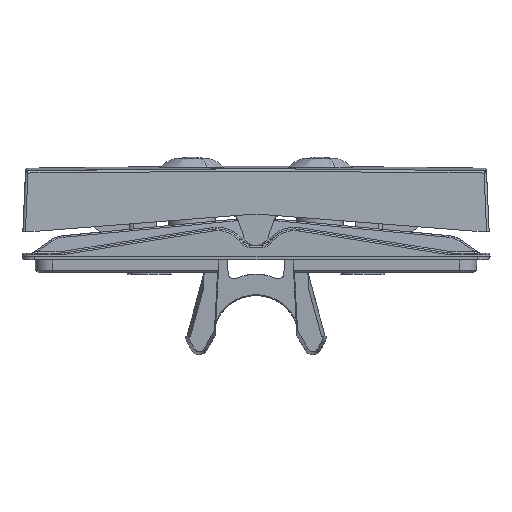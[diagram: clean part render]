
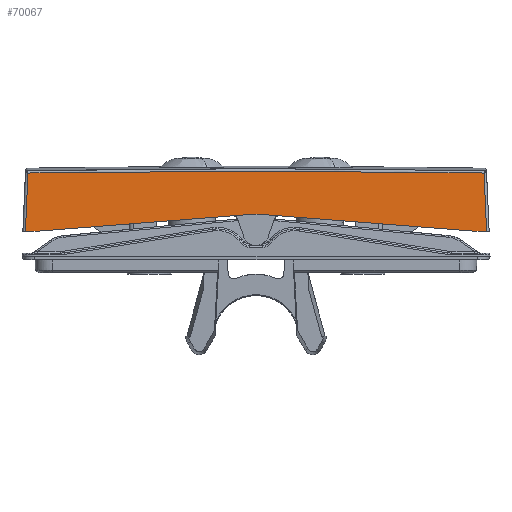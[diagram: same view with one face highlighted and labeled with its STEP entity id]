
A CAD part, left-side view. The second image highlights one B-rep face of the part: STEP entity #70067.
In plain terms, the highlighted face is planar.
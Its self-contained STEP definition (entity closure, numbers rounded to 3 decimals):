
#64633=DIRECTION('',(0.044,-0.998,0.044));
#64634=VECTOR('',#64633,6.84);
#64635=CARTESIAN_POINT('',(27.502,7.43,26.702));
#64636=LINE('18795',#64635,#64634);
#64637=CARTESIAN_POINT('',(27.502,7.43,
-26.702));
#64638=CARTESIAN_POINT('',(27.499,7.489,
-23.12));
#64639=CARTESIAN_POINT('',(27.495,7.584,
-16.003));
#64640=CARTESIAN_POINT('',(27.492,7.653,
-5.742));
#64641=CARTESIAN_POINT('',(27.492,7.657,4.911));
#64642=CARTESIAN_POINT('',(27.495,7.587,15.782));
#64643=CARTESIAN_POINT('',(27.499,7.491,23.052));
#64644=CARTESIAN_POINT('',(27.502,7.43,26.702));
#64646=DIRECTION('',(0.044,-0.998,-0.044));
#64647=VECTOR('',#64646,6.84);
#64648=CARTESIAN_POINT('',(27.502,7.43,
-26.702));
#64649=LINE('18794',#64648,#64647);
#64650=DIRECTION('',(0.,0.,1.));
#64651=VECTOR('',#64650,1.004);
#64652=CARTESIAN_POINT('',(27.8,0.602,-27.));
#64653=LINE('2204',#64652,#64651);
#64654=CARTESIAN_POINT('',(27.799,0.618,
-25.604));
#64655=CARTESIAN_POINT('',(27.8,0.608,
-25.735));
#64656=CARTESIAN_POINT('',(27.8,0.602,-25.865));
#64657=CARTESIAN_POINT('',(27.8,0.602,-25.996));
#64659=CARTESIAN_POINT('',(27.713,2.602,
-0.392));
#64660=CARTESIAN_POINT('',(27.712,2.623,
-0.131));
#64661=CARTESIAN_POINT('',(27.712,2.623,
0.131));
#64662=CARTESIAN_POINT('',(27.713,2.602,
0.392));
#64664=CARTESIAN_POINT('',(27.8,0.602,25.996));
#64665=CARTESIAN_POINT('',(27.8,0.602,25.865));
#64666=CARTESIAN_POINT('',(27.8,0.608,
25.735));
#64667=CARTESIAN_POINT('',(27.799,0.618,
25.604));
#64669=DIRECTION('',(0.,0.,-1.));
#64670=VECTOR('',#64669,1.004);
#64671=CARTESIAN_POINT('',(27.8,0.602,27.));
#64672=LINE('2205',#64671,#64670);
#64726=CARTESIAN_POINT('',(27.8,0.602,-27.));
#66519=CARTESIAN_POINT('',(27.8,0.602,27.));
#66551=DIRECTION('',(-0.003,0.078,-0.997));
#66552=VECTOR('',#66551,25.29);
#66553=CARTESIAN_POINT('',(27.799,0.618,
25.604));
#66554=LINE('2200',#66553,#66552);
#66575=DIRECTION('',(0.003,-0.078,-0.997));
#66576=VECTOR('',#66575,25.29);
#66577=CARTESIAN_POINT('',(27.713,2.602,
-0.392));
#66578=LINE('2201',#66577,#66576);
#67795=CARTESIAN_POINT('',(27.713,2.602,
0.392));
#67796=VERTEX_POINT('',#67795);
#67797=CARTESIAN_POINT('',(27.713,2.602,
-0.392));
#67798=VERTEX_POINT('',#67797);
#67799=VERTEX_POINT('',#66519);
#67802=VERTEX_POINT('',#64726);
#67803=CARTESIAN_POINT('',(27.799,0.618,
25.604));
#67804=VERTEX_POINT('',#67803);
#67805=CARTESIAN_POINT('',(27.799,0.618,
-25.604));
#67806=VERTEX_POINT('',#67805);
#67807=CARTESIAN_POINT('',(27.8,0.602,-25.996));
#67808=VERTEX_POINT('',#67807);
#67809=CARTESIAN_POINT('',(27.8,0.602,25.996));
#67810=VERTEX_POINT('',#67809);
#68510=CARTESIAN_POINT('',(27.502,7.43,
-26.702));
#68511=VERTEX_POINT('',#68510);
#68512=VERTEX_POINT('',#64644);
#70041=CARTESIAN_POINT('',(27.8,0.602,28.42));
#70042=DIRECTION('',(0.999,0.044,0.));
#70043=DIRECTION('',(0.,0.,1.));
#70044=AXIS2_PLACEMENT_3D('',#70041,#70042,#70043);
#70045=PLANE('1998',#70044);
#70047=ORIENTED_EDGE('18782',*,*,#70046,.F.);
#70049=ORIENTED_EDGE('18794',*,*,#70048,.T.);
#70051=ORIENTED_EDGE('2204',*,*,#70050,.T.);
#70053=ORIENTED_EDGE('19675',*,*,#70052,.F.);
#70055=ORIENTED_EDGE('2201',*,*,#70054,.F.);
#70057=ORIENTED_EDGE('2115',*,*,#70056,.T.);
#70059=ORIENTED_EDGE('2200',*,*,#70058,.F.);
#70061=ORIENTED_EDGE('19673',*,*,#70060,.F.);
#70063=ORIENTED_EDGE('2205',*,*,#70062,.F.);
#70064=ORIENTED_EDGE('18795',*,*,#70033,.F.);
#70065=EDGE_LOOP('1998',(#70047,#70049,#70051,#70053,#70055,#70057,#70059,
#70061,#70063,#70064));
#70066=FACE_OUTER_BOUND('1998',#70065,.F.);
#70067=ADVANCED_FACE('1998',(#70066),#70045,.T.);
#64645=B_SPLINE_CURVE_WITH_KNOTS('18782',3,(#64637,#64638,#64639,#64640,#64641,
#64642,#64643,#64644),.UNSPECIFIED.,.F.,.F.,(4,1,1,1,1,4),(0.,0.2,0.4,
0.6,0.8,1.),.UNSPECIFIED.);
#64658=B_SPLINE_CURVE_WITH_KNOTS('19675',3,(#64654,#64655,#64656,#64657),
.UNSPECIFIED.,.F.,.F.,(4,4),(0.,1.),.UNSPECIFIED.);
#64663=B_SPLINE_CURVE_WITH_KNOTS('2115',3,(#64659,#64660,#64661,#64662),
.UNSPECIFIED.,.F.,.F.,(4,4),(0.,1.),.UNSPECIFIED.);
#64668=B_SPLINE_CURVE_WITH_KNOTS('19673',3,(#64664,#64665,#64666,#64667),
.UNSPECIFIED.,.F.,.F.,(4,4),(0.,1.),.UNSPECIFIED.);
#70033=EDGE_CURVE('18795',#68512,#67799,#64636,.T.);
#70046=EDGE_CURVE('18782',#68511,#68512,#64645,.T.);
#70048=EDGE_CURVE('18794',#68511,#67802,#64649,.T.);
#70050=EDGE_CURVE('2204',#67802,#67808,#64653,.T.);
#70052=EDGE_CURVE('19675',#67806,#67808,#64658,.T.);
#70054=EDGE_CURVE('2201',#67798,#67806,#66578,.T.);
#70056=EDGE_CURVE('2115',#67798,#67796,#64663,.T.);
#70058=EDGE_CURVE('2200',#67804,#67796,#66554,.T.);
#70060=EDGE_CURVE('19673',#67810,#67804,#64668,.T.);
#70062=EDGE_CURVE('2205',#67799,#67810,#64672,.T.);
